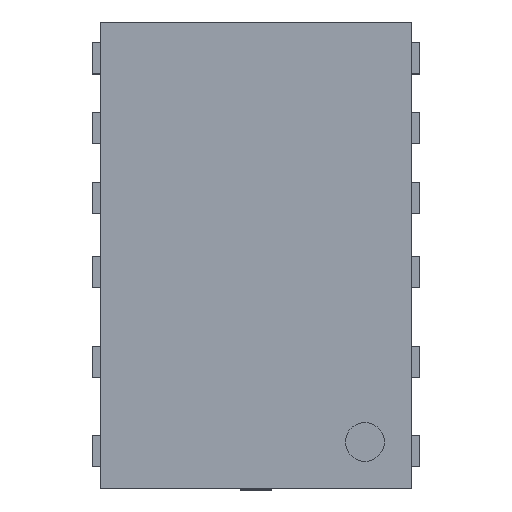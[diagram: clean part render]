
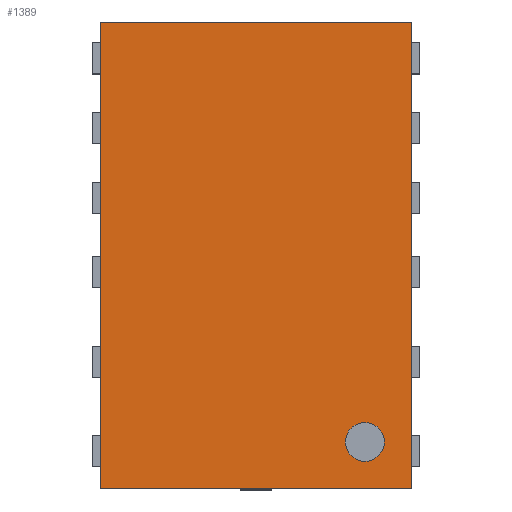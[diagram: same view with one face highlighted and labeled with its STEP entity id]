
A CAD part, top view. The second image highlights one B-rep face of the part: STEP entity #1389.
In plain terms, the highlighted planar face has unit normal (0, 0, 1).
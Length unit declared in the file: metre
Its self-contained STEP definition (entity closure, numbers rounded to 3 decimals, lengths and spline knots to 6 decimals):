
#18=CIRCLE('',#1609,0.000125);
#401=ORIENTED_EDGE('',*,*,#598,.F.);
#402=ORIENTED_EDGE('',*,*,#588,.F.);
#403=ORIENTED_EDGE('',*,*,#592,.T.);
#404=ORIENTED_EDGE('',*,*,#595,.T.);
#405=ORIENTED_EDGE('',*,*,#597,.F.);
#588=EDGE_CURVE('',#714,#715,#877,.T.);
#592=EDGE_CURVE('',#714,#717,#881,.T.);
#595=EDGE_CURVE('',#717,#719,#884,.T.);
#597=EDGE_CURVE('',#715,#719,#886,.T.);
#598=EDGE_CURVE('',#720,#720,#18,.T.);
#714=VERTEX_POINT('',#2324);
#715=VERTEX_POINT('',#2326);
#717=VERTEX_POINT('',#2332);
#719=VERTEX_POINT('',#2338);
#720=VERTEX_POINT('',#2345);
#877=LINE('',#2325,#1046);
#881=LINE('',#2333,#1050);
#884=LINE('',#2339,#1053);
#886=LINE('',#2342,#1055);
#1046=VECTOR('',#1933,1.);
#1050=VECTOR('',#1939,1.);
#1053=VECTOR('',#1944,1.);
#1055=VECTOR('',#1948,1.);
#1141=EDGE_LOOP('',(#401));
#1142=EDGE_LOOP('',(#402,#403,#404,#405));
#1226=FACE_BOUND('',#1141,.T.);
#1227=FACE_BOUND('',#1142,.T.);
#1308=PLANE('',#1608);
#1389=ADVANCED_FACE('',(#1226,#1227),#1308,.T.);
#1608=AXIS2_PLACEMENT_3D('',#2343,#1949,#1950);
#1609=AXIS2_PLACEMENT_3D('',#2344,#1951,#1952);
#1933=DIRECTION('',(1.,0.,0.));
#1939=DIRECTION('',(0.,-1.,0.));
#1944=DIRECTION('',(1.,0.,0.));
#1948=DIRECTION('',(0.,-1.,0.));
#1949=DIRECTION('',(0.,0.,1.));
#1950=DIRECTION('',(1.,0.,0.));
#1951=DIRECTION('',(0.,0.,1.));
#1952=DIRECTION('',(1.,0.,0.));
#2324=CARTESIAN_POINT('',(-0.001,0.0015,0.0008));
#2325=CARTESIAN_POINT('',(0.,0.0015,0.0008));
#2326=CARTESIAN_POINT('',(0.001,0.0015,0.0008));
#2332=CARTESIAN_POINT('',(-0.001,-0.0015,0.0008));
#2333=CARTESIAN_POINT('',(-0.001,0.,0.0008));
#2338=CARTESIAN_POINT('',(0.001,-0.0015,0.0008));
#2339=CARTESIAN_POINT('',(0.,-0.0015,0.0008));
#2342=CARTESIAN_POINT('',(0.001,0.,0.0008));
#2343=CARTESIAN_POINT('',(0.,0.,0.0008));
#2344=CARTESIAN_POINT('',(0.0007,-0.0012,0.0008));
#2345=CARTESIAN_POINT('',(0.000825,-0.0012,0.0008));
